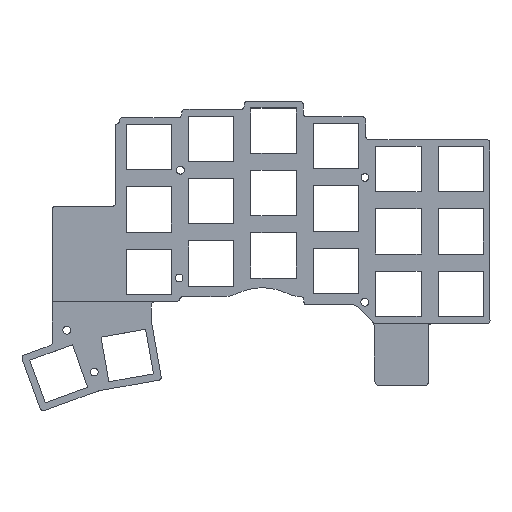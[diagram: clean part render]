
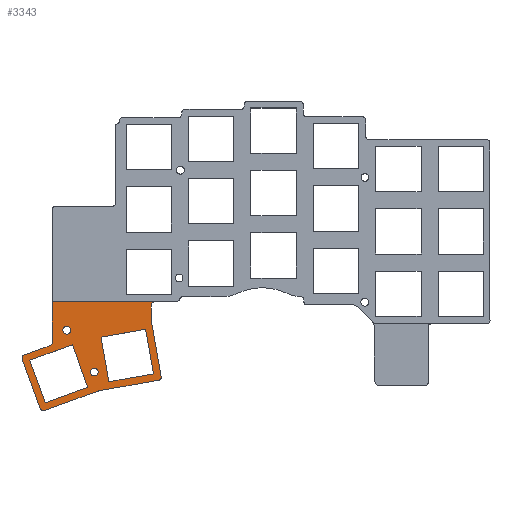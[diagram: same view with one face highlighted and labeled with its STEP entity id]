
A CAD part, top view. The second image highlights one B-rep face of the part: STEP entity #3343.
In plain terms, the highlighted planar face has unit normal (0, 0, 1).
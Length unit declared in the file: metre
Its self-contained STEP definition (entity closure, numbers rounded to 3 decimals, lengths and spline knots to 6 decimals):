
#96=CIRCLE('',#3430,0.0012);
#98=CIRCLE('',#3433,0.0012);
#131=CIRCLE('',#3577,0.001);
#132=CIRCLE('',#3579,0.001);
#133=CIRCLE('',#3582,0.001);
#134=CIRCLE('',#3585,0.001);
#135=CIRCLE('',#3588,0.004);
#136=CIRCLE('',#3591,0.001);
#137=CIRCLE('',#3594,0.003);
#953=ORIENTED_EDGE('',*,*,#1246,.T.);
#954=ORIENTED_EDGE('',*,*,#1244,.T.);
#955=ORIENTED_EDGE('',*,*,#1508,.F.);
#956=ORIENTED_EDGE('',*,*,#1511,.F.);
#957=ORIENTED_EDGE('',*,*,#1513,.T.);
#958=ORIENTED_EDGE('',*,*,#1515,.T.);
#959=ORIENTED_EDGE('',*,*,#1501,.F.);
#960=ORIENTED_EDGE('',*,*,#1504,.F.);
#961=ORIENTED_EDGE('',*,*,#1506,.T.);
#962=ORIENTED_EDGE('',*,*,#1514,.T.);
#963=ORIENTED_EDGE('',*,*,#1476,.F.);
#964=ORIENTED_EDGE('',*,*,#1375,.T.);
#965=ORIENTED_EDGE('',*,*,#1239,.F.);
#966=ORIENTED_EDGE('',*,*,#1479,.F.);
#967=ORIENTED_EDGE('',*,*,#1481,.F.);
#968=ORIENTED_EDGE('',*,*,#1483,.F.);
#969=ORIENTED_EDGE('',*,*,#1485,.F.);
#970=ORIENTED_EDGE('',*,*,#1487,.F.);
#971=ORIENTED_EDGE('',*,*,#1489,.F.);
#972=ORIENTED_EDGE('',*,*,#1491,.F.);
#973=ORIENTED_EDGE('',*,*,#1493,.F.);
#974=ORIENTED_EDGE('',*,*,#1495,.F.);
#975=ORIENTED_EDGE('',*,*,#1497,.F.);
#976=ORIENTED_EDGE('',*,*,#1499,.F.);
#977=ORIENTED_EDGE('',*,*,#1516,.F.);
#1239=EDGE_CURVE('',#1701,#1702,#1983,.T.);
#1244=EDGE_CURVE('',#1705,#1705,#96,.T.);
#1246=EDGE_CURVE('',#1707,#1707,#98,.T.);
#1375=EDGE_CURVE('',#1826,#1702,#2084,.T.);
#1476=EDGE_CURVE('',#1826,#1827,#131,.T.);
#1479=EDGE_CURVE('',#1828,#1701,#132,.T.);
#1481=EDGE_CURVE('',#1829,#1828,#2188,.T.);
#1483=EDGE_CURVE('',#1830,#1829,#133,.T.);
#1485=EDGE_CURVE('',#1831,#1830,#2191,.T.);
#1487=EDGE_CURVE('',#1832,#1831,#134,.T.);
#1489=EDGE_CURVE('',#1833,#1832,#2194,.T.);
#1491=EDGE_CURVE('',#1834,#1833,#135,.T.);
#1493=EDGE_CURVE('',#1835,#1834,#2197,.T.);
#1495=EDGE_CURVE('',#1836,#1835,#136,.T.);
#1497=EDGE_CURVE('',#1837,#1836,#2200,.T.);
#1499=EDGE_CURVE('',#1838,#1837,#137,.T.);
#1501=EDGE_CURVE('',#1839,#1840,#2203,.T.);
#1504=EDGE_CURVE('',#1841,#1839,#2206,.T.);
#1506=EDGE_CURVE('',#1841,#1842,#2208,.T.);
#1508=EDGE_CURVE('',#1843,#1844,#2210,.T.);
#1511=EDGE_CURVE('',#1845,#1843,#2213,.T.);
#1513=EDGE_CURVE('',#1845,#1846,#2215,.T.);
#1514=EDGE_CURVE('',#1842,#1840,#2216,.T.);
#1515=EDGE_CURVE('',#1846,#1844,#2217,.T.);
#1516=EDGE_CURVE('',#1827,#1838,#2218,.T.);
#1701=VERTEX_POINT('',#4860);
#1702=VERTEX_POINT('',#4862);
#1705=VERTEX_POINT('',#4871);
#1707=VERTEX_POINT('',#4876);
#1826=VERTEX_POINT('',#5135);
#1827=VERTEX_POINT('',#5337);
#1828=VERTEX_POINT('',#5341);
#1829=VERTEX_POINT('',#5345);
#1830=VERTEX_POINT('',#5349);
#1831=VERTEX_POINT('',#5353);
#1832=VERTEX_POINT('',#5357);
#1833=VERTEX_POINT('',#5361);
#1834=VERTEX_POINT('',#5365);
#1835=VERTEX_POINT('',#5369);
#1836=VERTEX_POINT('',#5373);
#1837=VERTEX_POINT('',#5377);
#1838=VERTEX_POINT('',#5381);
#1839=VERTEX_POINT('',#5385);
#1840=VERTEX_POINT('',#5387);
#1841=VERTEX_POINT('',#5391);
#1842=VERTEX_POINT('',#5395);
#1843=VERTEX_POINT('',#5399);
#1844=VERTEX_POINT('',#5401);
#1845=VERTEX_POINT('',#5405);
#1846=VERTEX_POINT('',#5409);
#1983=LINE('',#4861,#2358);
#2084=LINE('',#5134,#2459);
#2188=LINE('',#5346,#2563);
#2191=LINE('',#5354,#2566);
#2194=LINE('',#5362,#2569);
#2197=LINE('',#5370,#2572);
#2200=LINE('',#5378,#2575);
#2203=LINE('',#5386,#2578);
#2206=LINE('',#5392,#2581);
#2208=LINE('',#5396,#2583);
#2210=LINE('',#5400,#2585);
#2213=LINE('',#5406,#2588);
#2215=LINE('',#5410,#2590);
#2216=LINE('',#5412,#2591);
#2217=LINE('',#5414,#2592);
#2218=LINE('',#5416,#2593);
#2358=VECTOR('',#3854,1.);
#2459=VECTOR('',#4051,1.);
#2563=VECTOR('',#4363,1.);
#2566=VECTOR('',#4372,1.);
#2569=VECTOR('',#4381,1.);
#2572=VECTOR('',#4390,1.);
#2575=VECTOR('',#4399,1.);
#2578=VECTOR('',#4408,1.);
#2581=VECTOR('',#4413,1.);
#2583=VECTOR('',#4417,1.);
#2585=VECTOR('',#4421,1.);
#2588=VECTOR('',#4426,1.);
#2590=VECTOR('',#4430,1.);
#2591=VECTOR('',#4433,1.);
#2592=VECTOR('',#4436,1.);
#2593=VECTOR('',#4439,1.);
#2801=EDGE_LOOP('',(#953));
#2802=EDGE_LOOP('',(#954));
#2803=EDGE_LOOP('',(#955,#956,#957,#958));
#2804=EDGE_LOOP('',(#959,#960,#961,#962));
#2805=EDGE_LOOP('',(#963,#964,#965,#966,#967,#968,#969,#970,#971,#972,#973,
#974,#975,#976,#977));
#3038=FACE_BOUND('',#2801,.T.);
#3039=FACE_BOUND('',#2802,.T.);
#3040=FACE_BOUND('',#2803,.T.);
#3041=FACE_BOUND('',#2804,.T.);
#3042=FACE_BOUND('',#2805,.T.);
#3191=PLANE('',#3604);
#3343=ADVANCED_FACE('',(#3038,#3039,#3040,#3041,#3042),#3191,.T.);
#3430=AXIS2_PLACEMENT_3D('',#4870,#3861,#3862);
#3433=AXIS2_PLACEMENT_3D('',#4875,#3867,#3868);
#3577=AXIS2_PLACEMENT_3D('',#5336,#4352,#4353);
#3579=AXIS2_PLACEMENT_3D('',#5342,#4358,#4359);
#3582=AXIS2_PLACEMENT_3D('',#5350,#4367,#4368);
#3585=AXIS2_PLACEMENT_3D('',#5358,#4376,#4377);
#3588=AXIS2_PLACEMENT_3D('',#5366,#4385,#4386);
#3591=AXIS2_PLACEMENT_3D('',#5374,#4394,#4395);
#3594=AXIS2_PLACEMENT_3D('',#5382,#4403,#4404);
#3604=AXIS2_PLACEMENT_3D('',#5417,#4440,#4441);
#3854=DIRECTION('',(0.,1.,0.));
#3861=DIRECTION('',(0.,0.,-1.));
#3862=DIRECTION('',(-1.,0.,0.));
#3867=DIRECTION('',(0.,0.,-1.));
#3868=DIRECTION('',(-1.,0.,0.));
#4051=DIRECTION('',(-1.,0.,0.));
#4352=DIRECTION('',(0.,0.,1.));
#4353=DIRECTION('',(0.,1.,0.));
#4358=DIRECTION('',(0.,0.,1.));
#4359=DIRECTION('',(0.342,-0.94,0.));
#4363=DIRECTION('',(0.94,0.342,0.));
#4367=DIRECTION('',(0.,0.,-1.));
#4368=DIRECTION('',(-0.94,-0.342,0.));
#4372=DIRECTION('',(-0.342,0.94,0.));
#4376=DIRECTION('',(0.,0.,-1.));
#4377=DIRECTION('',(0.342,-0.94,0.));
#4381=DIRECTION('',(-0.94,-0.342,0.));
#4385=DIRECTION('',(0.,0.,1.));
#4386=DIRECTION('',(-0.174,0.985,0.));
#4390=DIRECTION('',(-0.985,-0.174,0.));
#4394=DIRECTION('',(0.,0.,-1.));
#4395=DIRECTION('',(0.985,0.174,0.));
#4399=DIRECTION('',(0.174,-0.985,0.));
#4403=DIRECTION('',(0.,0.,1.));
#4404=DIRECTION('',(-1.,0.,0.));
#4408=DIRECTION('',(-0.94,-0.342,0.));
#4413=DIRECTION('',(-0.342,0.94,0.));
#4417=DIRECTION('',(-0.94,-0.342,0.));
#4421=DIRECTION('',(-0.985,-0.174,0.));
#4426=DIRECTION('',(-0.174,0.985,0.));
#4430=DIRECTION('',(-0.985,-0.174,0.));
#4433=DIRECTION('',(-0.342,0.94,0.));
#4436=DIRECTION('',(-0.174,0.985,0.));
#4439=DIRECTION('',(0.,-1.,0.));
#4440=DIRECTION('',(0.,0.,1.));
#4441=DIRECTION('',(1.,0.,0.));
#4860=CARTESIAN_POINT('',(0.099871,-0.12909,0.0036));
#4861=CARTESIAN_POINT('',(0.099871,-0.096275,0.0036));
#4862=CARTESIAN_POINT('',(0.099871,-0.116613,0.0036));
#4870=CARTESIAN_POINT('',(0.11267,-0.13812,0.0036));
#4871=CARTESIAN_POINT('',(0.11147,-0.13812,0.0036));
#4875=CARTESIAN_POINT('',(0.104325,-0.125375,0.0036));
#4876=CARTESIAN_POINT('',(0.103125,-0.125375,0.0036));
#5134=CARTESIAN_POINT('',(0.115513,-0.116613,0.0036));
#5135=CARTESIAN_POINT('',(0.131154,-0.116613,0.0036));
#5336=CARTESIAN_POINT('',(0.131154,-0.117613,0.0036));
#5337=CARTESIAN_POINT('',(0.130154,-0.117613,0.0036));
#5341=CARTESIAN_POINT('',(0.099213,-0.13003,0.0036));
#5342=CARTESIAN_POINT('',(0.098871,-0.12909,0.0036));
#5345=CARTESIAN_POINT('',(0.091285,-0.132915,0.0036));
#5346=CARTESIAN_POINT('',(0.091285,-0.132915,0.0036));
#5349=CARTESIAN_POINT('',(0.090688,-0.134197,0.0036));
#5350=CARTESIAN_POINT('',(0.091627,-0.133855,0.0036));
#5353=CARTESIAN_POINT('',(0.096177,-0.149279,0.0036));
#5354=CARTESIAN_POINT('',(0.096177,-0.149279,0.0036));
#5357=CARTESIAN_POINT('',(0.097459,-0.149877,0.0036));
#5358=CARTESIAN_POINT('',(0.097117,-0.148937,0.0036));
#5361=CARTESIAN_POINT('',(0.113623,-0.143994,0.0036));
#5362=CARTESIAN_POINT('',(0.113623,-0.143994,0.0036));
#5365=CARTESIAN_POINT('',(0.114294,-0.143814,0.0036));
#5366=CARTESIAN_POINT('',(0.114991,-0.147753,0.0036));
#5369=CARTESIAN_POINT('',(0.132305,-0.140631,0.0036));
#5370=CARTESIAN_POINT('',(0.132305,-0.140631,0.0036));
#5373=CARTESIAN_POINT('',(0.133116,-0.139473,0.0036));
#5374=CARTESIAN_POINT('',(0.132131,-0.139647,0.0036));
#5377=CARTESIAN_POINT('',(0.1302,-0.12294,0.0036));
#5378=CARTESIAN_POINT('',(0.1302,-0.12294,0.0036));
#5381=CARTESIAN_POINT('',(0.130154,-0.122419,0.0036));
#5382=CARTESIAN_POINT('',(0.133154,-0.122419,0.0036));
#5385=CARTESIAN_POINT('',(0.105998,-0.129786,0.0036));
#5386=CARTESIAN_POINT('',(0.0995,-0.132151,0.0036));
#5387=CARTESIAN_POINT('',(0.093002,-0.134516,0.0036));
#5391=CARTESIAN_POINT('',(0.110728,-0.142782,0.0036));
#5392=CARTESIAN_POINT('',(0.108363,-0.136284,0.0036));
#5395=CARTESIAN_POINT('',(0.097732,-0.147512,0.0036));
#5396=CARTESIAN_POINT('',(0.10423,-0.145147,0.0036));
#5399=CARTESIAN_POINT('',(0.128366,-0.125059,0.0036));
#5400=CARTESIAN_POINT('',(0.121556,-0.12626,0.0036));
#5401=CARTESIAN_POINT('',(0.114746,-0.127461,0.0036));
#5405=CARTESIAN_POINT('',(0.130768,-0.138679,0.0036));
#5406=CARTESIAN_POINT('',(0.129567,-0.131869,0.0036));
#5409=CARTESIAN_POINT('',(0.117148,-0.141081,0.0036));
#5410=CARTESIAN_POINT('',(0.123958,-0.13988,0.0036));
#5412=CARTESIAN_POINT('',(0.095367,-0.141014,0.0036));
#5414=CARTESIAN_POINT('',(0.115947,-0.134271,0.0036));
#5416=CARTESIAN_POINT('',(0.130154,-0.117613,0.0036));
#5417=CARTESIAN_POINT('',(0.162064,-0.1027,0.0036));
